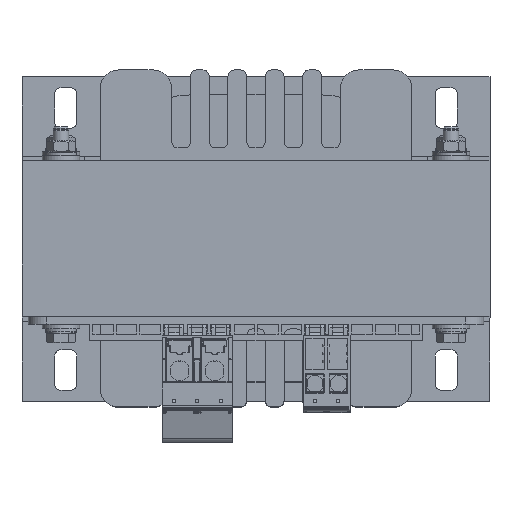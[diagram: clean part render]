
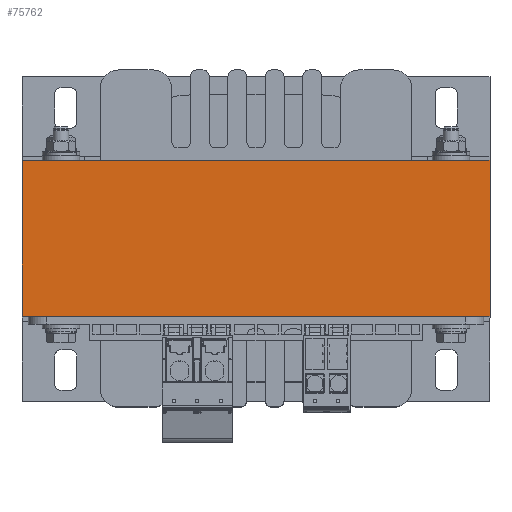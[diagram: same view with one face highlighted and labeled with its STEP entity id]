
A CAD part, top view. The second image highlights one B-rep face of the part: STEP entity #75762.
In plain terms, the highlighted planar face has unit normal (0, 0, 1).
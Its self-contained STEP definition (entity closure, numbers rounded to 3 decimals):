
#4378=FACE_OUTER_BOUND('',#8342,.T.);
#8342=EDGE_LOOP('',(#50358,#50359,#50360,#50361));
#12480=LINE('',#105023,#22231);
#12502=LINE('',#105075,#22253);
#12505=LINE('',#105081,#22256);
#12506=LINE('',#105082,#22257);
#22231=VECTOR('',#85091,10.);
#22253=VECTOR('',#85131,1.);
#22256=VECTOR('',#85136,1.);
#22257=VECTOR('',#85137,1.);
#31982=VERTEX_POINT('',#105021);
#31983=VERTEX_POINT('',#105022);
#32004=VERTEX_POINT('',#105074);
#32006=VERTEX_POINT('',#105080);
#39223=EDGE_CURVE('',#31982,#31983,#12480,.T.);
#39249=EDGE_CURVE('',#31983,#32004,#12502,.T.);
#39252=EDGE_CURVE('',#31982,#32006,#12505,.T.);
#39253=EDGE_CURVE('',#32006,#32004,#12506,.T.);
#50358=ORIENTED_EDGE('',*,*,#39223,.F.);
#50359=ORIENTED_EDGE('',*,*,#39252,.T.);
#50360=ORIENTED_EDGE('',*,*,#39253,.T.);
#50361=ORIENTED_EDGE('',*,*,#39249,.F.);
#72526=PLANE('',#80006);
#75762=ADVANCED_FACE('',(#4378),#72526,.T.);
#80006=AXIS2_PLACEMENT_3D('',#105079,#85134,#85135);
#85091=DIRECTION('',(1.,0.,0.));
#85131=DIRECTION('',(0.,-1.,0.));
#85134=DIRECTION('center_axis',(0.,0.,1.));
#85135=DIRECTION('ref_axis',(0.,-1.,0.));
#85136=DIRECTION('',(0.,-1.,0.));
#85137=DIRECTION('',(1.,0.,0.));
#105021=CARTESIAN_POINT('',(615.285,-284.691,87.5));
#105022=CARTESIAN_POINT('',(765.285,-284.691,87.5));
#105023=CARTESIAN_POINT('',(652.785,-284.691,87.5));
#105074=CARTESIAN_POINT('',(765.285,-334.691,87.5));
#105075=CARTESIAN_POINT('',(765.285,-234.691,87.5));
#105079=CARTESIAN_POINT('Origin',(615.285,-234.691,87.5));
#105080=CARTESIAN_POINT('',(615.285,-334.691,87.5));
#105081=CARTESIAN_POINT('',(615.285,-234.691,87.5));
#105082=CARTESIAN_POINT('',(765.285,-334.691,87.5));
